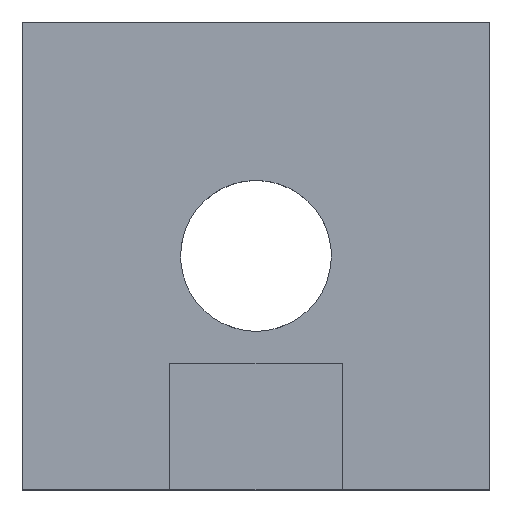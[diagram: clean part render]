
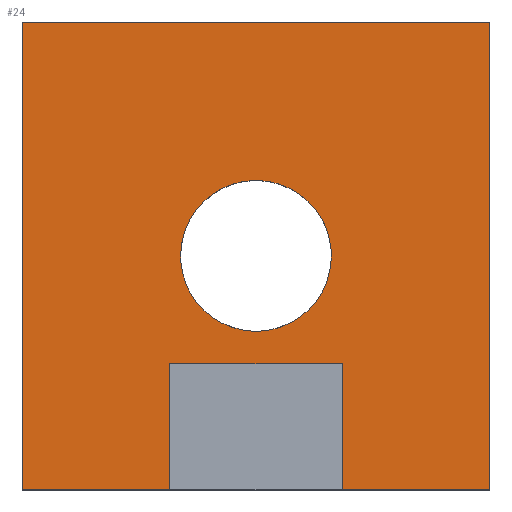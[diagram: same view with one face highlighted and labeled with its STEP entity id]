
A CAD part, top view. The second image highlights one B-rep face of the part: STEP entity #24.
In plain terms, the highlighted planar face has unit normal (0, 0, 1).
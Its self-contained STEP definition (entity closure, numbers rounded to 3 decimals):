
#15=FACE_BOUND('',#60,.T.);
#24=ADVANCED_FACE('',(#41,#15),#282,.T.);
#41=FACE_OUTER_BOUND('',#59,.T.);
#59=EDGE_LOOP('',(#101,#102,#103,#104,#105,#106,#107,#108));
#60=EDGE_LOOP('',(#109,#110));
#101=ORIENTED_EDGE('',*,*,#184,.T.);
#102=ORIENTED_EDGE('',*,*,#185,.T.);
#103=ORIENTED_EDGE('',*,*,#188,.T.);
#104=ORIENTED_EDGE('',*,*,#168,.T.);
#105=ORIENTED_EDGE('',*,*,#170,.T.);
#106=ORIENTED_EDGE('',*,*,#161,.T.);
#107=ORIENTED_EDGE('',*,*,#165,.T.);
#108=ORIENTED_EDGE('',*,*,#186,.T.);
#109=ORIENTED_EDGE('',*,*,#175,.T.);
#110=ORIENTED_EDGE('',*,*,#194,.T.);
#161=EDGE_CURVE('',#246,#245,#219,.T.);
#165=EDGE_CURVE('',#245,#261,#223,.T.);
#168=EDGE_CURVE('',#248,#250,#226,.T.);
#170=EDGE_CURVE('',#250,#246,#228,.T.);
#175=EDGE_CURVE('',#254,#265,#205,.T.);
#184=EDGE_CURVE('',#262,#263,#235,.T.);
#185=EDGE_CURVE('',#263,#258,#236,.T.);
#186=EDGE_CURVE('',#261,#262,#237,.T.);
#188=EDGE_CURVE('',#258,#248,#238,.T.);
#194=EDGE_CURVE('',#265,#254,#211,.T.);
#205=(
BOUNDED_CURVE()
B_SPLINE_CURVE(2,(#502,#503,#504,#505,#506),.UNSPECIFIED.,.F.,.F.)
B_SPLINE_CURVE_WITH_KNOTS((3,2,3),(-38.485,-28.863,-19.242),
 .UNSPECIFIED.)
CURVE()
GEOMETRIC_REPRESENTATION_ITEM()
RATIONAL_B_SPLINE_CURVE((1.,0.707,1.,0.707,1.))
REPRESENTATION_ITEM('')
);
#211=(
BOUNDED_CURVE()
B_SPLINE_CURVE(2,(#566,#567,#568,#569,#570),.UNSPECIFIED.,.F.,.F.)
B_SPLINE_CURVE_WITH_KNOTS((3,2,3),(-19.242,-9.621,
0.),.UNSPECIFIED.)
CURVE()
GEOMETRIC_REPRESENTATION_ITEM()
RATIONAL_B_SPLINE_CURVE((1.,0.707,1.,0.707,1.))
REPRESENTATION_ITEM('')
);
#219=B_SPLINE_CURVE_WITH_KNOTS('',1,(#465,#466),.UNSPECIFIED.,.F.,.F.,(2,
2),(0.,23.),.UNSPECIFIED.);
#223=B_SPLINE_CURVE_WITH_KNOTS('',1,(#473,#474),.UNSPECIFIED.,.F.,.F.,(2,
2),(23.,33.295),.UNSPECIFIED.);
#226=B_SPLINE_CURVE_WITH_KNOTS('',1,(#479,#480),.UNSPECIFIED.,.F.,.F.,(2,
2),(55.6,78.6),.UNSPECIFIED.);
#228=B_SPLINE_CURVE_WITH_KNOTS('',1,(#483,#484),.UNSPECIFIED.,.F.,.F.,(2,
2),(78.6,111.2),.UNSPECIFIED.);
#235=B_SPLINE_CURVE_WITH_KNOTS('',1,(#540,#541),.UNSPECIFIED.,.F.,.F.,(2,
2),(0.,38.),.UNSPECIFIED.);
#236=B_SPLINE_CURVE_WITH_KNOTS('',1,(#542,#543),.UNSPECIFIED.,.F.,.F.,(2,
2),(38.,43.609),.UNSPECIFIED.);
#237=B_SPLINE_CURVE_WITH_KNOTS('',1,(#544,#545),.UNSPECIFIED.,.F.,.F.,(2,
2),(84.893,90.502),.UNSPECIFIED.);
#238=B_SPLINE_CURVE_WITH_KNOTS('',1,(#551,#552),.UNSPECIFIED.,.F.,.F.,(2,
2),(45.305,55.6),.UNSPECIFIED.);
#245=VERTEX_POINT('',#435);
#246=VERTEX_POINT('',#436);
#248=VERTEX_POINT('',#438);
#250=VERTEX_POINT('',#440);
#254=VERTEX_POINT('',#444);
#258=VERTEX_POINT('',#448);
#261=VERTEX_POINT('',#451);
#262=VERTEX_POINT('',#452);
#263=VERTEX_POINT('',#453);
#265=VERTEX_POINT('',#455);
#282=PLANE('',#381);
#381=AXIS2_PLACEMENT_3D('',#421,#401,$);
#401=DIRECTION('',(0.,0.,1.));
#421=CARTESIAN_POINT('',(-160.,85.,14.));
#435=CARTESIAN_POINT('',(-160.,47.,14.));
#436=CARTESIAN_POINT('',(-160.,85.,14.));
#438=CARTESIAN_POINT('',(-122.,47.,14.));
#440=CARTESIAN_POINT('',(-122.,85.,14.));
#444=CARTESIAN_POINT('',(-134.875,66.,14.));
#448=CARTESIAN_POINT('',(-134.,47.,14.));
#451=CARTESIAN_POINT('',(-148.,47.,14.));
#452=CARTESIAN_POINT('',(-148.,57.251,14.));
#453=CARTESIAN_POINT('',(-134.,57.251,14.));
#455=CARTESIAN_POINT('',(-147.125,66.,14.));
#465=CARTESIAN_POINT('',(-160.,85.,14.));
#466=CARTESIAN_POINT('',(-160.,47.,14.));
#473=CARTESIAN_POINT('',(-160.,47.,14.));
#474=CARTESIAN_POINT('',(-148.,47.,14.));
#479=CARTESIAN_POINT('',(-122.,47.,14.));
#480=CARTESIAN_POINT('',(-122.,85.,14.));
#483=CARTESIAN_POINT('',(-122.,85.,14.));
#484=CARTESIAN_POINT('',(-160.,85.,14.));
#502=CARTESIAN_POINT('',(-134.875,66.,14.));
#503=CARTESIAN_POINT('',(-134.875,59.875,14.));
#504=CARTESIAN_POINT('',(-141.,59.875,14.));
#505=CARTESIAN_POINT('',(-147.125,59.875,14.));
#506=CARTESIAN_POINT('',(-147.125,66.,14.));
#540=CARTESIAN_POINT('',(-148.,57.251,14.));
#541=CARTESIAN_POINT('',(-134.,57.251,14.));
#542=CARTESIAN_POINT('',(-134.,57.251,14.));
#543=CARTESIAN_POINT('',(-134.,47.,14.));
#544=CARTESIAN_POINT('',(-148.,47.,14.));
#545=CARTESIAN_POINT('',(-148.,57.251,14.));
#551=CARTESIAN_POINT('',(-134.,47.,14.));
#552=CARTESIAN_POINT('',(-122.,47.,14.));
#566=CARTESIAN_POINT('',(-147.125,66.,14.));
#567=CARTESIAN_POINT('',(-147.125,72.125,14.));
#568=CARTESIAN_POINT('',(-141.,72.125,14.));
#569=CARTESIAN_POINT('',(-134.875,72.125,14.));
#570=CARTESIAN_POINT('',(-134.875,66.,14.));
